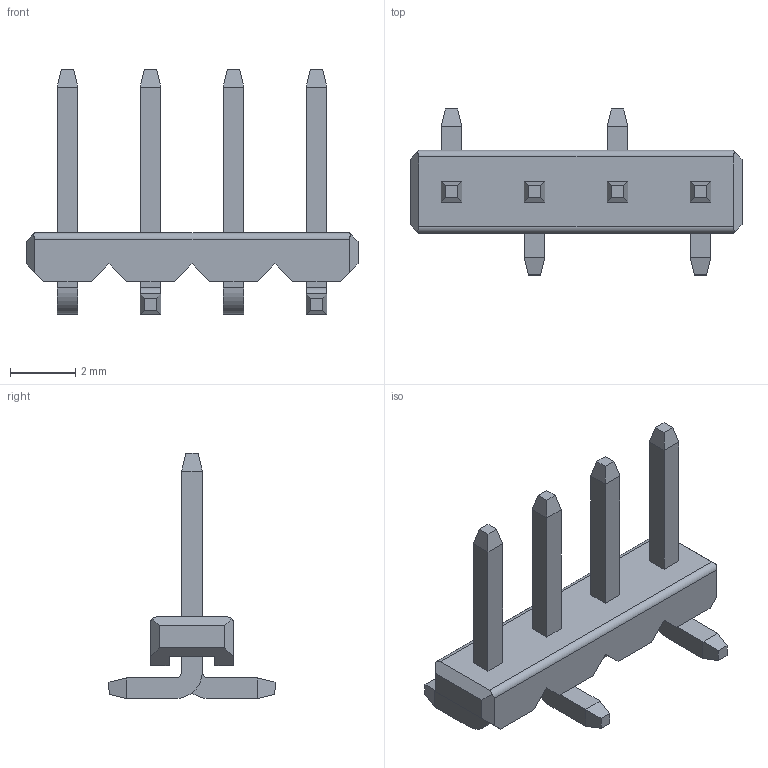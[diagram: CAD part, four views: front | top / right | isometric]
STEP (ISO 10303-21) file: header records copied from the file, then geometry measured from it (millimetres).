
FILE_DESCRIPTION(/* description */ (''),/* implementation_level */ '2;1');
FILE_NAME(/* name */ '5mm male connector v4.step',/* time_stamp */ '2020-01-31T08:32:45+03:00',/* author */ (''),/* organization */ (''),/* preprocessor_version */ 'ST-DEVELOPER v18',/* originating_system */ 'Autodesk Translation Framework v8.12.0.6',/* authorisation */ '');
FILE_SCHEMA (('AUTOMOTIVE_DESIGN { 1 0 10303 214 3 1 1 }'));
Length unit declared in the file: millimetre
Products named in the file (1): 5mm male connector
Bounding box: 10.16 x 5.08 x 7.5 mm (x, y, z)
Volume: 44.8 mm3; surface area: 192.4 mm2
Topology: 5 solids, 5 shells, 129 faces, 325 edges, 206 vertices
Faces by surface type: plane 119, cylinder 10
Entity records: 3834 total; most frequent: CARTESIAN_POINT 685, ORIENTED_EDGE 650, DIRECTION 601, EDGE_CURVE 325, LINE 293, VECTOR 293, VERTEX_POINT 206, AXIS2_PLACEMENT_3D 154
